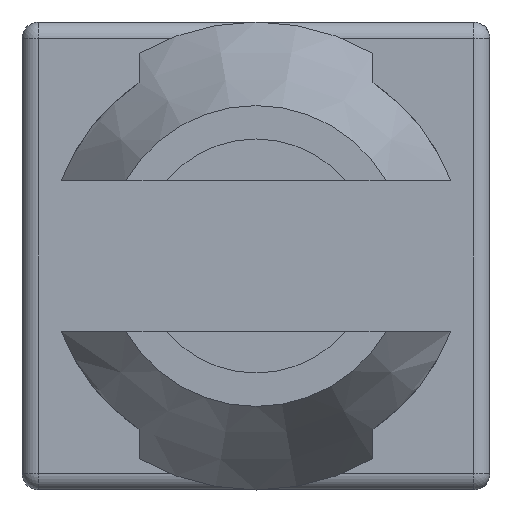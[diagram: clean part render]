
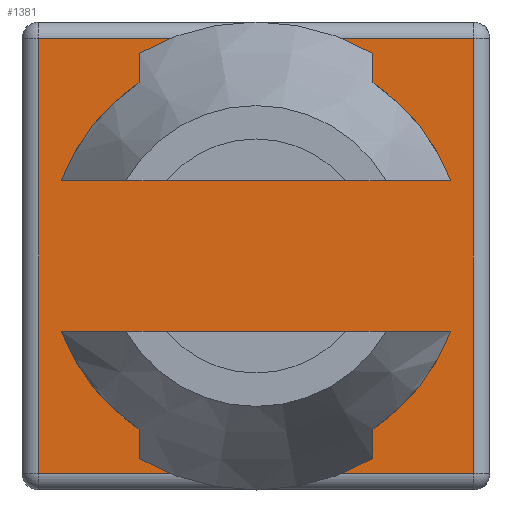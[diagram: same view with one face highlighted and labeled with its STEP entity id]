
A CAD part, front view. The second image highlights one B-rep face of the part: STEP entity #1381.
In plain terms, the highlighted planar face has unit normal (0, -1, 0).
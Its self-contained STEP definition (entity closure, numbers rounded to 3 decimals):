
#272=DIRECTION('',(1.,0.,0.));
#273=VECTOR('',#272,2.332);
#274=CARTESIAN_POINT('',(-1.166,-14.8,-0.45));
#275=LINE('',#274,#273);
#276=DIRECTION('',(0.,0.,-1.));
#277=VECTOR('',#276,2.6);
#278=CARTESIAN_POINT('',(-1.3,-14.8,1.3));
#279=LINE('',#278,#277);
#280=DIRECTION('',(-1.,0.,0.));
#281=VECTOR('',#280,2.6);
#282=CARTESIAN_POINT('',(1.3,-14.8,1.3));
#283=LINE('',#282,#281);
#284=DIRECTION('',(0.,0.,1.));
#285=VECTOR('',#284,2.6);
#286=CARTESIAN_POINT('',(1.3,-14.8,-1.3));
#287=LINE('',#286,#285);
#288=DIRECTION('',(1.,0.,0.));
#289=VECTOR('',#288,2.6);
#290=CARTESIAN_POINT('',(-1.3,-14.8,-1.3));
#291=LINE('',#290,#289);
#292=CARTESIAN_POINT('',(0.,-14.8,0.));
#293=DIRECTION('',(0.,1.,0.));
#294=DIRECTION('',(-0.933,0.,0.36));
#295=AXIS2_PLACEMENT_3D('',#292,#293,#294);
#323=CARTESIAN_POINT('',(0.,-14.8,0.));
#324=DIRECTION('',(0.,1.,0.));
#325=DIRECTION('',(0.933,0.,-0.36));
#326=AXIS2_PLACEMENT_3D('',#323,#324,#325);
#340=DIRECTION('',(1.,0.,0.));
#341=VECTOR('',#340,2.332);
#342=CARTESIAN_POINT('',(-1.166,-14.8,0.45));
#343=LINE('',#342,#341);
#740=CARTESIAN_POINT('',(-1.3,-14.8,1.3));
#741=CARTESIAN_POINT('',(-1.3,-14.8,-1.3));
#742=VERTEX_POINT('',#740);
#743=VERTEX_POINT('',#741);
#752=CARTESIAN_POINT('',(1.3,-14.8,-1.3));
#753=CARTESIAN_POINT('',(1.3,-14.8,1.3));
#754=VERTEX_POINT('',#752);
#755=VERTEX_POINT('',#753);
#808=CARTESIAN_POINT('',(-1.166,-14.8,0.45));
#810=VERTEX_POINT('',#808);
#812=CARTESIAN_POINT('',(-1.166,-14.8,-0.45));
#814=VERTEX_POINT('',#812);
#816=CARTESIAN_POINT('',(1.166,-14.8,0.45));
#818=VERTEX_POINT('',#816);
#820=CARTESIAN_POINT('',(1.166,-14.8,-0.45));
#822=VERTEX_POINT('',#820);
#1355=CARTESIAN_POINT('',(0.,-14.8,0.));
#1356=DIRECTION('',(0.,1.,0.));
#1357=DIRECTION('',(1.,0.,0.));
#1358=AXIS2_PLACEMENT_3D('',#1355,#1356,#1357);
#1359=PLANE('',#1358);
#1361=ORIENTED_EDGE('',*,*,#1360,.F.);
#1362=ORIENTED_EDGE('',*,*,#1346,.F.);
#1364=ORIENTED_EDGE('',*,*,#1363,.F.);
#1366=ORIENTED_EDGE('',*,*,#1365,.F.);
#1367=EDGE_LOOP('',(#1361,#1362,#1364,#1366));
#1368=FACE_OUTER_BOUND('',#1367,.F.);
#1370=ORIENTED_EDGE('',*,*,#1369,.F.);
#1372=ORIENTED_EDGE('',*,*,#1371,.F.);
#1373=EDGE_LOOP('',(#1370,#1372));
#1374=FACE_BOUND('',#1373,.F.);
#1376=ORIENTED_EDGE('',*,*,#1375,.F.);
#1378=ORIENTED_EDGE('',*,*,#1377,.T.);
#1379=EDGE_LOOP('',(#1376,#1378));
#1380=FACE_BOUND('',#1379,.F.);
#1381=ADVANCED_FACE('',(#1368,#1374,#1380),#1359,.F.);
#296=CIRCLE('',#295,1.25);
#327=CIRCLE('',#326,1.25);
#1346=EDGE_CURVE('',#755,#742,#283,.T.);
#1360=EDGE_CURVE('',#742,#743,#279,.T.);
#1363=EDGE_CURVE('',#754,#755,#287,.T.);
#1365=EDGE_CURVE('',#743,#754,#291,.T.);
#1369=EDGE_CURVE('',#822,#814,#327,.T.);
#1371=EDGE_CURVE('',#814,#822,#275,.T.);
#1375=EDGE_CURVE('',#810,#818,#296,.T.);
#1377=EDGE_CURVE('',#810,#818,#343,.T.);
